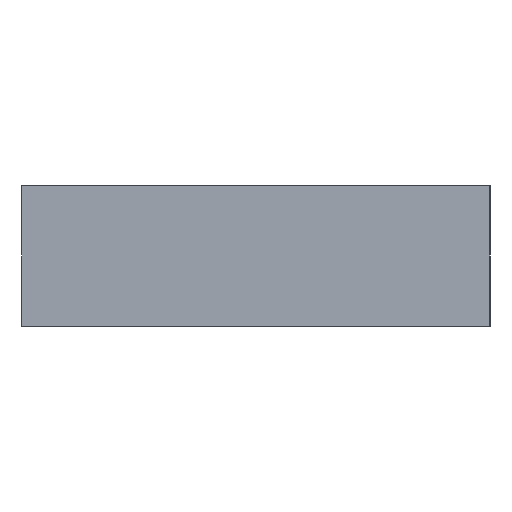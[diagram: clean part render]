
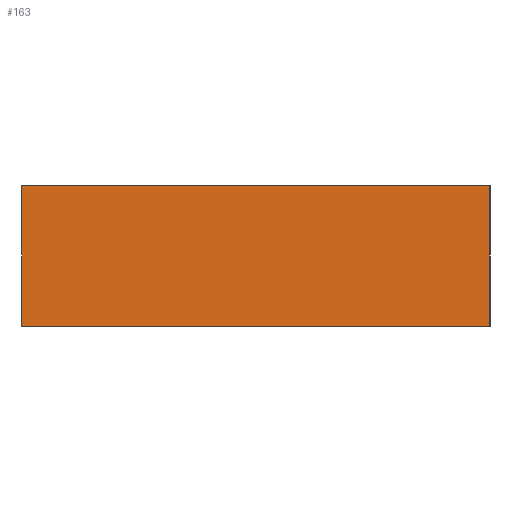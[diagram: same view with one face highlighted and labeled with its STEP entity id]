
A CAD part, left-side view. The second image highlights one B-rep face of the part: STEP entity #163.
In plain terms, the highlighted planar face has unit normal (-1, 0, 0).
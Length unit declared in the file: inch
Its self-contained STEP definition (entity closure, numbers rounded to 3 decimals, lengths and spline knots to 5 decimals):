
#5 = VERTEX_POINT ( 'NONE', #64 ) ;
#9 = CARTESIAN_POINT ( 'NONE',  ( -0.99213, -0.19685, 0. ) ) ;
#17 = EDGE_CURVE ( 'NONE', #5, #76, #111, .T. ) ;
#32 = CARTESIAN_POINT ( 'NONE',  ( -0.99213, 0.19685, 0. ) ) ;
#37 = FACE_OUTER_BOUND ( 'NONE', #139, .T. ) ;
#40 = VERTEX_POINT ( 'NONE', #82 ) ;
#41 = CARTESIAN_POINT ( 'NONE',  ( -0.99213, -0.19685, 0. ) ) ;
#43 = VECTOR ( 'NONE', #173, 39.37008 ) ;
#45 = LINE ( 'NONE', #41, #117 ) ;
#51 = VECTOR ( 'NONE', #193, 39.37008 ) ;
#57 = VERTEX_POINT ( 'NONE', #9 ) ;
#62 = DIRECTION ( 'NONE',  ( 0., -1., 0. ) ) ;
#64 = CARTESIAN_POINT ( 'NONE',  ( -0.99213, 0.19685, 0.11811 ) ) ;
#73 = VECTOR ( 'NONE', #208, 39.37008 ) ;
#76 = VERTEX_POINT ( 'NONE', #204 ) ;
#77 = EDGE_CURVE ( 'NONE', #40, #57, #45, .T. ) ;
#82 = CARTESIAN_POINT ( 'NONE',  ( -0.99213, 0.19685, 0. ) ) ;
#84 = CARTESIAN_POINT ( 'NONE',  ( -0.99213, -0.19685, 0. ) ) ;
#98 = LINE ( 'NONE', #84, #73 ) ;
#100 = ORIENTED_EDGE ( 'NONE', *, *, #77, .T. ) ;
#101 = ORIENTED_EDGE ( 'NONE', *, *, #166, .T. ) ;
#104 = ORIENTED_EDGE ( 'NONE', *, *, #201, .F. ) ;
#111 = LINE ( 'NONE', #203, #43 ) ;
#116 = DIRECTION ( 'NONE',  ( -1., 0., 0. ) ) ;
#117 = VECTOR ( 'NONE', #62, 39.37008 ) ;
#129 = DIRECTION ( 'NONE',  ( 0., 0., 1. ) ) ;
#138 = ORIENTED_EDGE ( 'NONE', *, *, #17, .F. ) ;
#139 = EDGE_LOOP ( 'NONE', ( #100, #104, #138, #101 ) ) ;
#151 = CARTESIAN_POINT ( 'NONE',  ( -0.99213, -0.19685, 0. ) ) ;
#163 = ADVANCED_FACE ( 'NONE', ( #37 ), #177, .T. ) ;
#166 = EDGE_CURVE ( 'NONE', #5, #40, #210, .T. ) ;
#173 = DIRECTION ( 'NONE',  ( 0., -1., 0. ) ) ;
#177 = PLANE ( 'NONE',  #184 ) ;
#184 = AXIS2_PLACEMENT_3D ( 'NONE', #151, #116, #129 ) ;
#193 = DIRECTION ( 'NONE',  ( 0., 0., -1. ) ) ;
#201 = EDGE_CURVE ( 'NONE', #76, #57, #98, .T. ) ;
#203 = CARTESIAN_POINT ( 'NONE',  ( -0.99213, 0., 0.11811 ) ) ;
#204 = CARTESIAN_POINT ( 'NONE',  ( -0.99213, -0.19685, 0.11811 ) ) ;
#208 = DIRECTION ( 'NONE',  ( 0., 0., -1. ) ) ;
#210 = LINE ( 'NONE', #32, #51 ) ;
